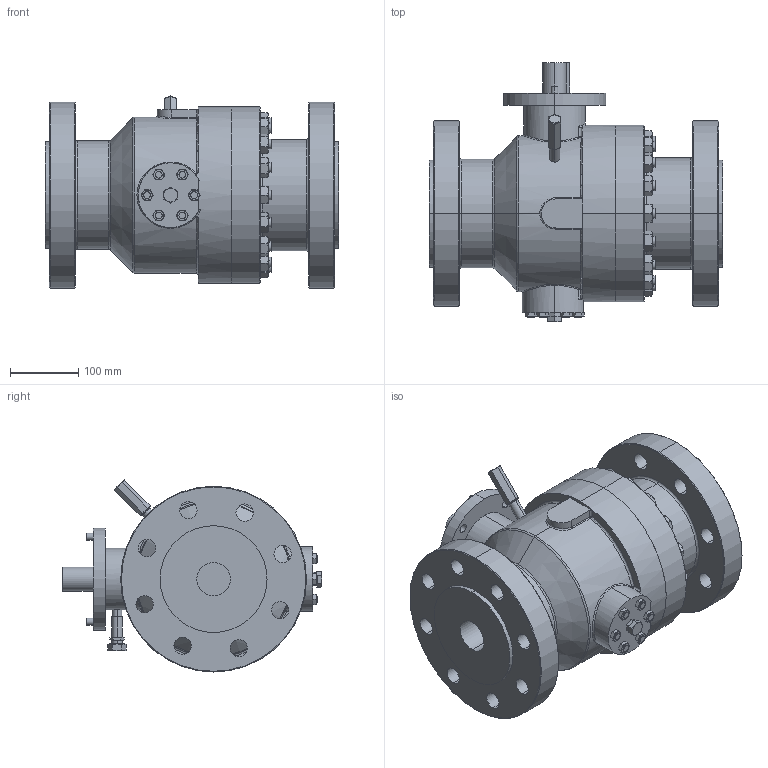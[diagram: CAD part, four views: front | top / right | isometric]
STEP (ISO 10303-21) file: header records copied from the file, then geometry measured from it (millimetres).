
FILE_DESCRIPTION (( 'STEP AP214' ), '1' );
FILE_NAME ('04-B2-600-RF-B.STEP', '2026-03-21T01:46:57', ( 'hp' ), ( '' ), 'SwSTEP 2.0', 'SolidWorks 2022', '' );
FILE_SCHEMA (( 'AUTOMOTIVE_DESIGN' ));
Length unit declared in the file: millimetre
Products named in the file (1): 04-B2-600-RF-B
Bounding box: 432 x 381.5 x 282.28 mm (x, y, z)
Volume: 17142726.8 mm3; surface area: 740025.5 mm2
Topology: 31 solids, 31 shells, 786 faces, 1713 edges, 1017 vertices
Faces by surface type: cone 301, plane 280, cylinder 164, bspline 25, torus 16
Entity records: 27153 total; most frequent: CARTESIAN_POINT 10153, ORIENTED_EDGE 3414, DIRECTION 3257, EDGE_CURVE 1707, AXIS2_PLACEMENT_3D 1385, VERTEX_POINT 1017, EDGE_LOOP 860, ADVANCED_FACE 786
